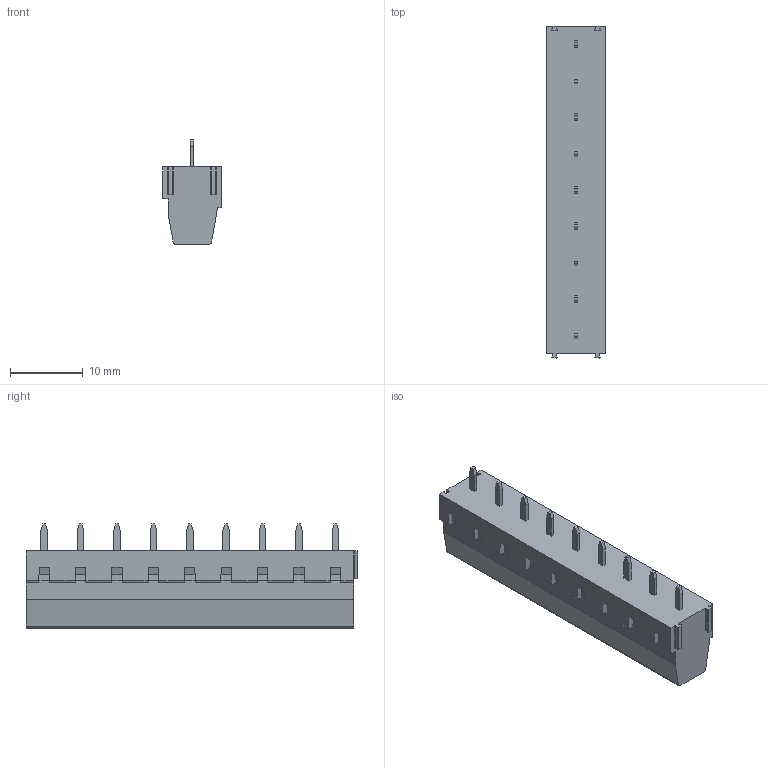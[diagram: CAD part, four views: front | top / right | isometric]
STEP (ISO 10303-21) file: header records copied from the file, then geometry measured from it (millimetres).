
FILE_DESCRIPTION( ( 'STEP AP214' ), '1' );
FILE_NAME( 'MV159-5-V.stp', ' ', ( ' ' ), ( ' ' ), 'PSStep 14.0', 'VISI 19.0', ' ' );
FILE_SCHEMA( ( 'AUTOMOTIVE_DESIGN { 1 0 10303 214 1 1 1 1 }' ) );
Length unit declared in the file: millimetre
Products named in the file (1): 1
Bounding box: 8.1 x 45.6 x 14.31 mm (x, y, z)
Volume: 2808.6 mm3; surface area: 2637.3 mm2
Topology: 1 solids, 1 shells, 380 faces, 1057 edges, 706 vertices
Faces by surface type: plane 342, cylinder 38
Full cylindrical faces by diameter (mm): 3.8 x9
Entity records: 14965 total; most frequent: CARTESIAN_POINT 2189, ORIENTED_EDGE 2078, DIRECTION 1868, EDGE_CURVE 1039, LINE 936, VECTOR 936, VERTEX_POINT 697, AXIS2_PLACEMENT_3D 466
